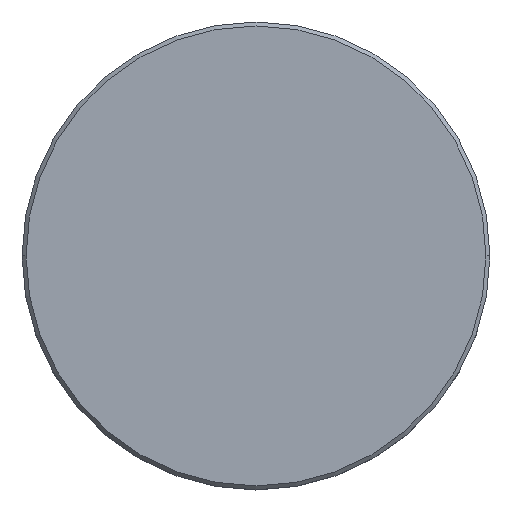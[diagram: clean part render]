
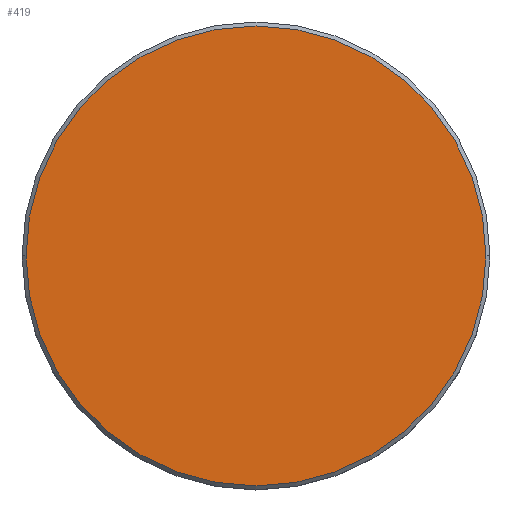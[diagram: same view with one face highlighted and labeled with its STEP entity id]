
A CAD part, top view. The second image highlights one B-rep face of the part: STEP entity #419.
In plain terms, the highlighted planar face has unit normal (0, 0, 1).
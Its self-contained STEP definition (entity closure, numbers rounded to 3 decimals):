
#6 = PLANE ( 'NONE',  #21 ) ;
#21 = AXIS2_PLACEMENT_3D ( 'NONE', #637, #1101, #545 ) ;
#140 = VERTEX_POINT ( 'NONE', #1055 ) ;
#235 = EDGE_CURVE ( 'NONE', #140, #647, #764, .T. ) ;
#248 = AXIS2_PLACEMENT_3D ( 'NONE', #401, #316, #673 ) ;
#255 = ORIENTED_EDGE ( 'NONE', *, *, #235, .T. ) ;
#302 = EDGE_CURVE ( 'NONE', #647, #140, #878, .T. ) ;
#316 = DIRECTION ( 'NONE',  ( 0., 0., 1. ) ) ;
#341 = EDGE_LOOP ( 'NONE', ( #255, #532 ) ) ;
#401 = CARTESIAN_POINT ( 'NONE',  ( 0., 0., 0. ) ) ;
#419 = ADVANCED_FACE ( 'NONE', ( #650 ), #6, .T. ) ;
#532 = ORIENTED_EDGE ( 'NONE', *, *, #302, .T. ) ;
#545 = DIRECTION ( 'NONE',  ( 1., 0., 0. ) ) ;
#637 = CARTESIAN_POINT ( 'NONE',  ( 0., 0., 0. ) ) ;
#647 = VERTEX_POINT ( 'NONE', #873 ) ;
#650 = FACE_OUTER_BOUND ( 'NONE', #341, .T. ) ;
#673 = DIRECTION ( 'NONE',  ( 1., 0., 0. ) ) ;
#764 = CIRCLE ( 'NONE', #248, 29. ) ;
#806 = DIRECTION ( 'NONE',  ( 1., 0., 0. ) ) ;
#873 = CARTESIAN_POINT ( 'NONE',  ( 29., 0., 0. ) ) ;
#878 = CIRCLE ( 'NONE', #1009, 29. ) ;
#883 = DIRECTION ( 'NONE',  ( 0., 0., 1. ) ) ;
#1009 = AXIS2_PLACEMENT_3D ( 'NONE', #1090, #883, #806 ) ;
#1055 = CARTESIAN_POINT ( 'NONE',  ( -29., 0., 0. ) ) ;
#1090 = CARTESIAN_POINT ( 'NONE',  ( 0., 0., 0. ) ) ;
#1101 = DIRECTION ( 'NONE',  ( 0., 0., 1. ) ) ;
